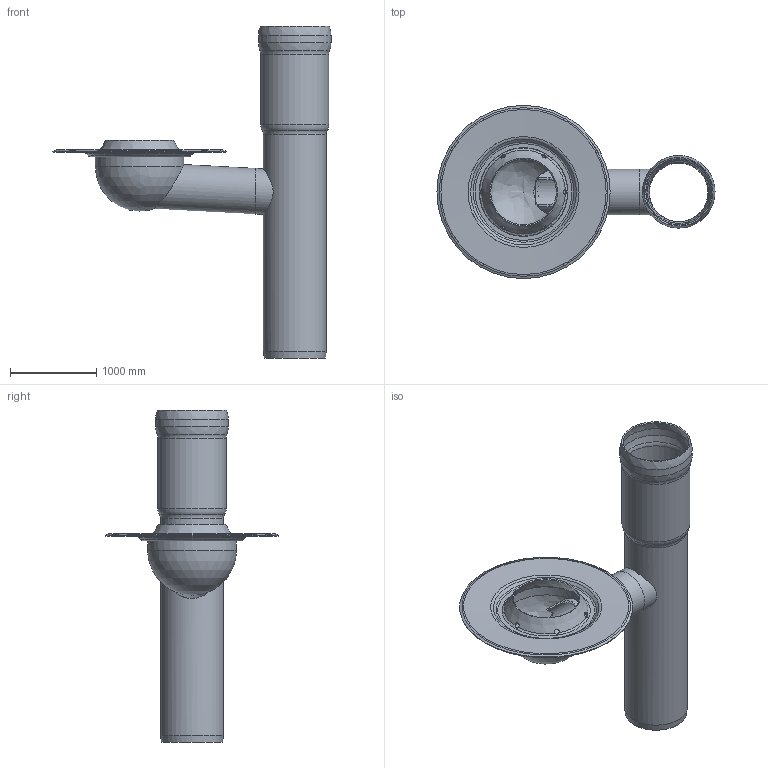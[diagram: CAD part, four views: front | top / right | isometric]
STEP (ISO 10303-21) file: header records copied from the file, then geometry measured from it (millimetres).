
FILE_DESCRIPTION(/* description */ (''),/* implementation_level */ '2;1');
FILE_NAME(/* name */ '15119.070X_3D.stp',/* time_stamp */ '2024-12-11T14:54:26+01:00',/* author */ ('CAD'),/* organization */ (''),/* preprocessor_version */ 'ST-DEVELOPER v20',/* originating_system */ 'AutoCAD Mechanical',/* authorisation */ '');
FILE_SCHEMA (('AUTOMOTIVE_DESIGN { 1 0 10303 214 3 1 1 }'));
Length unit declared in the file: centimetre
Products named in the file (1): Product
Bounding box: 3225.45 x 2008.9 x 3850 mm (x, y, z)
Volume: 239981619.1 mm3; surface area: 31294852.2 mm2
Topology: 5 solids, 5 shells, 70 faces, 230 edges, 151 vertices
Faces by surface type: cylinder 22, cone 15, torus 14, plane 13, bspline 5, sphere 1
Full cylindrical faces by diameter (mm): 60 x6, 500 x3, 530 x3, 698 x1, 730 x1, 760 x1, 792 x1, 810 x1, 842 x1, 1000 x1, 1030 x1
Entity records: 4196 total; most frequent: CARTESIAN_POINT 2144, ORIENTED_EDGE 456, DIRECTION 415, EDGE_CURVE 228, AXIS2_PLACEMENT_3D 183, VERTEX_POINT 151, CIRCLE 105, EDGE_LOOP 77
